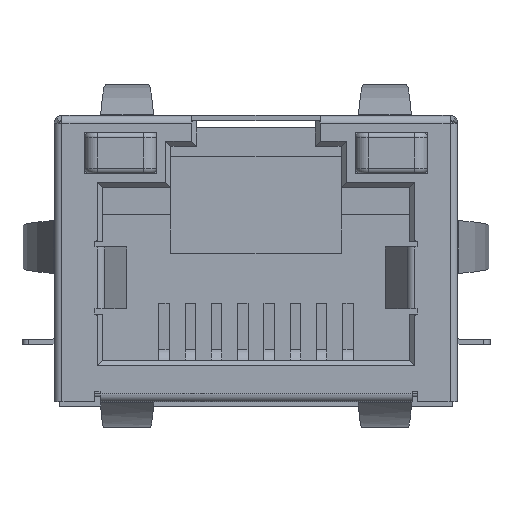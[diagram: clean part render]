
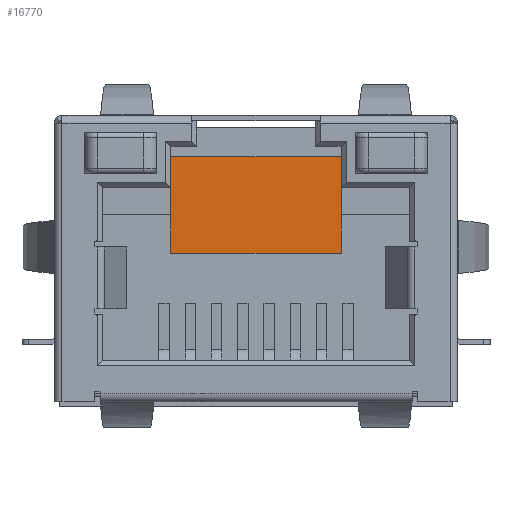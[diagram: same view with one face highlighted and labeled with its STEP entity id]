
A CAD part, front view. The second image highlights one B-rep face of the part: STEP entity #16770.
In plain terms, the highlighted planar face has unit normal (0, -1, 0).
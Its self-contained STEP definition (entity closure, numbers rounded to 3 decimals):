
#2599=ORIENTED_EDGE('',*,*,#6996,.F.);
#2600=ORIENTED_EDGE('',*,*,#6997,.T.);
#2601=ORIENTED_EDGE('',*,*,#6998,.T.);
#2602=ORIENTED_EDGE('',*,*,#6999,.T.);
#6996=EDGE_CURVE('',#9216,#9217,#10983,.T.);
#6997=EDGE_CURVE('',#9216,#9218,#10984,.T.);
#6998=EDGE_CURVE('',#9218,#9219,#10985,.T.);
#6999=EDGE_CURVE('',#9219,#9217,#10986,.T.);
#9216=VERTEX_POINT('',#27833);
#9217=VERTEX_POINT('',#27834);
#9218=VERTEX_POINT('',#27836);
#9219=VERTEX_POINT('',#27838);
#10983=LINE('',#27832,#12824);
#10984=LINE('',#27835,#12825);
#10985=LINE('',#27837,#12826);
#10986=LINE('',#27839,#12827);
#12824=VECTOR('',#23119,1000.);
#12825=VECTOR('',#23120,1000.);
#12826=VECTOR('',#23121,1000.);
#12827=VECTOR('',#23122,1000.);
#14189=EDGE_LOOP('',(#2599,#2600,#2601,#2602));
#15176=FACE_BOUND('',#14189,.T.);
#16075=PLANE('',#20487);
#16770=ADVANCED_FACE('',(#15176),#16075,.T.);
#20487=AXIS2_PLACEMENT_3D('',#27831,#23117,#23118);
#23117=DIRECTION('',(0.,-1.,0.));
#23118=DIRECTION('',(0.,0.,-1.));
#23119=DIRECTION('',(-1.,0.,0.));
#23120=DIRECTION('',(0.,0.,1.));
#23121=DIRECTION('',(-1.,0.,0.));
#23122=DIRECTION('',(0.,0.,-1.));
#27831=CARTESIAN_POINT('',(-3.3,1.12,-4.45));
#27832=CARTESIAN_POINT('',(-3.3,1.12,-4.05));
#27833=CARTESIAN_POINT('',(3.3,1.12,-4.05));
#27834=CARTESIAN_POINT('',(-3.3,1.12,-4.05));
#27835=CARTESIAN_POINT('',(3.3,1.12,-4.45));
#27836=CARTESIAN_POINT('',(3.3,1.12,-0.3));
#27837=CARTESIAN_POINT('',(3.3,1.12,-0.3));
#27838=CARTESIAN_POINT('',(-3.3,1.12,-0.3));
#27839=CARTESIAN_POINT('',(-3.3,1.12,-0.3));
